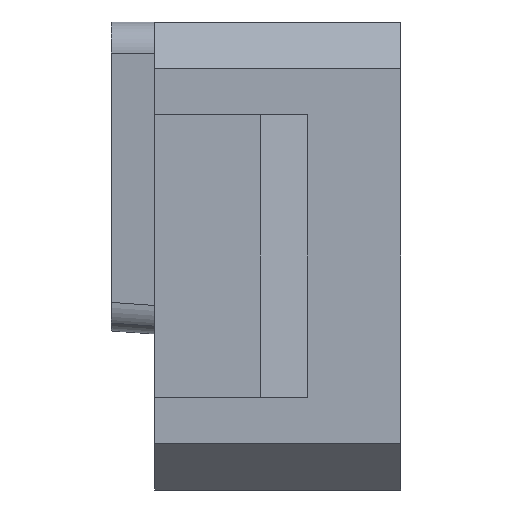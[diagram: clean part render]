
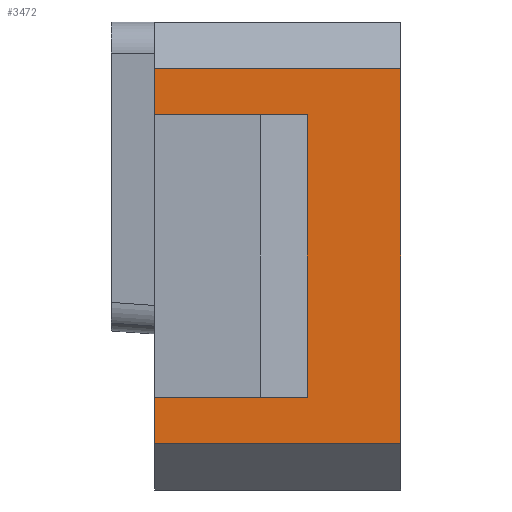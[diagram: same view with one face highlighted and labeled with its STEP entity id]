
A CAD part, left-side view. The second image highlights one B-rep face of the part: STEP entity #3472.
In plain terms, the highlighted planar face has unit normal (-1, 0, 0).
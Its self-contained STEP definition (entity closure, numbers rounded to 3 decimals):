
#87 = EDGE_CURVE ( 'NONE', #2499, #2983, #115, .T. ) ;
#115 = LINE ( 'NONE', #5343, #5266 ) ;
#187 = VERTEX_POINT ( 'NONE', #2125 ) ;
#214 = DIRECTION ( 'NONE',  ( 0., 1., 0. ) ) ;
#284 = LINE ( 'NONE', #5120, #286 ) ;
#286 = VECTOR ( 'NONE', #2019, 1000. ) ;
#446 = FACE_OUTER_BOUND ( 'NONE', #468, .T. ) ;
#468 = EDGE_LOOP ( 'NONE', ( #4199, #920, #1239, #3995, #2097, #561, #2632, #5392 ) ) ;
#546 = PLANE ( 'NONE',  #3478 ) ;
#561 = ORIENTED_EDGE ( 'NONE', *, *, #2136, .T. ) ;
#593 = CARTESIAN_POINT ( 'NONE',  ( -12., -11., 55.95 ) ) ;
#679 = CARTESIAN_POINT ( 'NONE',  ( -12., -20.775, 55.95 ) ) ;
#920 = ORIENTED_EDGE ( 'NONE', *, *, #3266, .T. ) ;
#928 = CARTESIAN_POINT ( 'NONE',  ( -12., -11., 74.05 ) ) ;
#950 = EDGE_CURVE ( 'NONE', #187, #2463, #1222, .T. ) ;
#1008 = VECTOR ( 'NONE', #214, 1000. ) ;
#1081 = CARTESIAN_POINT ( 'NONE',  ( -12., -36., 80. ) ) ;
#1114 = DIRECTION ( 'NONE',  ( 1., 0., 0. ) ) ;
#1120 = CARTESIAN_POINT ( 'NONE',  ( -12., -36., 55.95 ) ) ;
#1222 = LINE ( 'NONE', #1762, #1274 ) ;
#1239 = ORIENTED_EDGE ( 'NONE', *, *, #87, .T. ) ;
#1274 = VECTOR ( 'NONE', #2998, 1000. ) ;
#1394 = LINE ( 'NONE', #5312, #2094 ) ;
#1637 = VERTEX_POINT ( 'NONE', #3833 ) ;
#1762 = CARTESIAN_POINT ( 'NONE',  ( -12., -36., 77. ) ) ;
#1814 = CARTESIAN_POINT ( 'NONE',  ( -12., -11., 80. ) ) ;
#2019 = DIRECTION ( 'NONE',  ( 0., 0., -1. ) ) ;
#2066 = EDGE_CURVE ( 'NONE', #187, #3826, #1394, .T. ) ;
#2094 = VECTOR ( 'NONE', #2729, 1000. ) ;
#2097 = ORIENTED_EDGE ( 'NONE', *, *, #4538, .T. ) ;
#2122 = CARTESIAN_POINT ( 'NONE',  ( -12., -26.775, 53. ) ) ;
#2125 = CARTESIAN_POINT ( 'NONE',  ( -12., -26.775, 77. ) ) ;
#2136 = EDGE_CURVE ( 'NONE', #1637, #3826, #3806, .T. ) ;
#2224 = DIRECTION ( 'NONE',  ( 0., 0., -1. ) ) ;
#2368 = DIRECTION ( 'NONE',  ( 0., 1., 0. ) ) ;
#2463 = VERTEX_POINT ( 'NONE', #3861 ) ;
#2499 = VERTEX_POINT ( 'NONE', #5159 ) ;
#2612 = DIRECTION ( 'NONE',  ( 0., -1., 0. ) ) ;
#2632 = ORIENTED_EDGE ( 'NONE', *, *, #2066, .F. ) ;
#2729 = DIRECTION ( 'NONE',  ( 0., 0., -1. ) ) ;
#2753 = DIRECTION ( 'NONE',  ( 0., -1., 0. ) ) ;
#2758 = DIRECTION ( 'NONE',  ( 0., 0., -1. ) ) ;
#2983 = VERTEX_POINT ( 'NONE', #679 ) ;
#2998 = DIRECTION ( 'NONE',  ( 0., 1., 0. ) ) ;
#3025 = EDGE_CURVE ( 'NONE', #2463, #3173, #284, .T. ) ;
#3173 = VERTEX_POINT ( 'NONE', #928 ) ;
#3250 = CARTESIAN_POINT ( 'NONE',  ( -12., -26.775, 53. ) ) ;
#3266 = EDGE_CURVE ( 'NONE', #3173, #2499, #3696, .T. ) ;
#3386 = VECTOR ( 'NONE', #2753, 1000. ) ;
#3472 = ADVANCED_FACE ( 'NONE', ( #446 ), #546, .F. ) ;
#3478 = AXIS2_PLACEMENT_3D ( 'NONE', #1081, #1114, #2368 ) ;
#3696 = LINE ( 'NONE', #4035, #3386 ) ;
#3806 = LINE ( 'NONE', #2122, #4361 ) ;
#3826 = VERTEX_POINT ( 'NONE', #3250 ) ;
#3833 = CARTESIAN_POINT ( 'NONE',  ( -12., -11., 53. ) ) ;
#3861 = CARTESIAN_POINT ( 'NONE',  ( -12., -11., 77. ) ) ;
#3943 = VERTEX_POINT ( 'NONE', #593 ) ;
#3995 = ORIENTED_EDGE ( 'NONE', *, *, #4355, .T. ) ;
#4035 = CARTESIAN_POINT ( 'NONE',  ( -12., -36., 74.05 ) ) ;
#4199 = ORIENTED_EDGE ( 'NONE', *, *, #3025, .T. ) ;
#4355 = EDGE_CURVE ( 'NONE', #2983, #3943, #5443, .T. ) ;
#4361 = VECTOR ( 'NONE', #2612, 1000. ) ;
#4515 = LINE ( 'NONE', #1814, #5563 ) ;
#4538 = EDGE_CURVE ( 'NONE', #3943, #1637, #4515, .T. ) ;
#5120 = CARTESIAN_POINT ( 'NONE',  ( -12., -11., 80. ) ) ;
#5159 = CARTESIAN_POINT ( 'NONE',  ( -12., -20.775, 74.05 ) ) ;
#5266 = VECTOR ( 'NONE', #2224, 1000. ) ;
#5312 = CARTESIAN_POINT ( 'NONE',  ( -12., -26.775, 80. ) ) ;
#5343 = CARTESIAN_POINT ( 'NONE',  ( -12., -20.775, 80. ) ) ;
#5392 = ORIENTED_EDGE ( 'NONE', *, *, #950, .T. ) ;
#5443 = LINE ( 'NONE', #1120, #1008 ) ;
#5563 = VECTOR ( 'NONE', #2758, 1000. ) ;
